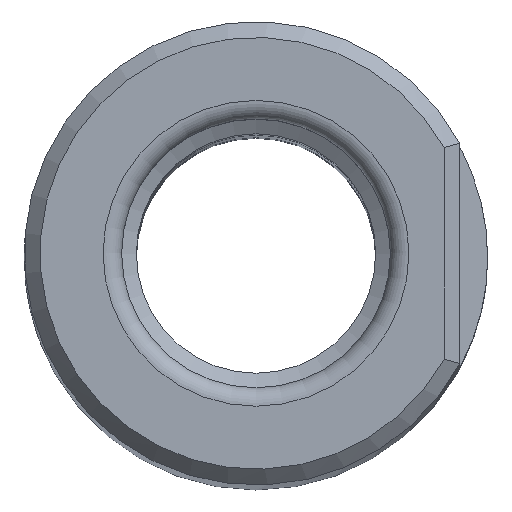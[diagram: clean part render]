
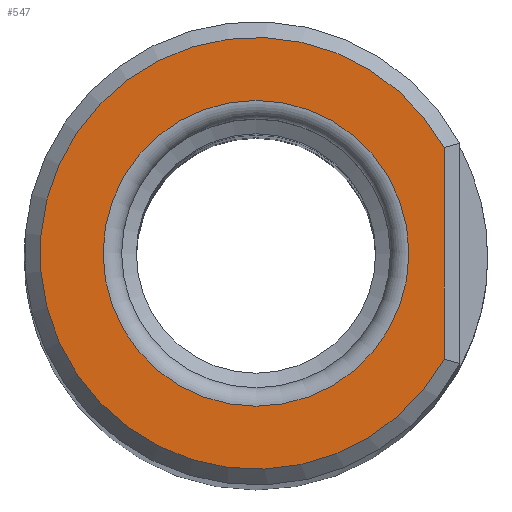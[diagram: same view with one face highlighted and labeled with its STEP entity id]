
A CAD part, top view. The second image highlights one B-rep face of the part: STEP entity #547.
In plain terms, the highlighted planar face has unit normal (0, 0, 1).
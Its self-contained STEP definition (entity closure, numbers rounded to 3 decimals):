
#23=PLANE('',#591);
#53=LINE('',#798,#66);
#66=VECTOR('',#670,1000.);
#94=ORIENTED_EDGE('',*,*,#170,.F.);
#95=ORIENTED_EDGE('',*,*,#168,.T.);
#96=ORIENTED_EDGE('',*,*,#171,.T.);
#168=EDGE_CURVE('',#207,#206,#226,.T.);
#170=EDGE_CURVE('',#208,#208,#227,.T.);
#171=EDGE_CURVE('',#206,#207,#53,.T.);
#206=VERTEX_POINT('',#788);
#207=VERTEX_POINT('',#790);
#208=VERTEX_POINT('',#797);
#226=CIRCLE('',#590,11.65);
#227=CIRCLE('',#592,8.25);
#249=EDGE_LOOP('',(#94));
#250=EDGE_LOOP('',(#95,#96));
#297=FACE_BOUND('',#249,.T.);
#298=FACE_BOUND('',#250,.T.);
#547=ADVANCED_FACE('',(#297,#298),#23,.F.);
#590=AXIS2_PLACEMENT_3D('',#789,#664,#665);
#591=AXIS2_PLACEMENT_3D('',#795,#666,#667);
#592=AXIS2_PLACEMENT_3D('',#796,#668,#669);
#664=DIRECTION('',(0.,0.,1.));
#665=DIRECTION('',(1.,0.,0.));
#666=DIRECTION('',(0.,0.,-1.));
#667=DIRECTION('',(-1.,0.,0.));
#668=DIRECTION('',(0.,0.,1.));
#669=DIRECTION('',(1.,0.,0.));
#670=DIRECTION('',(0.,1.,0.));
#788=CARTESIAN_POINT('',(10.15,-5.718,182.));
#789=CARTESIAN_POINT('',(0.,0.,182.));
#790=CARTESIAN_POINT('',(10.15,5.718,182.));
#795=CARTESIAN_POINT('',(11.65,0.,182.));
#796=CARTESIAN_POINT('',(0.,0.,182.));
#797=CARTESIAN_POINT('',(8.25,0.,182.));
#798=CARTESIAN_POINT('',(10.15,3.837,182.));
